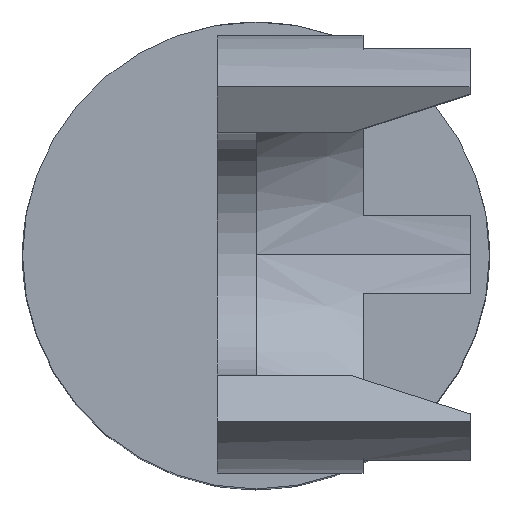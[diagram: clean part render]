
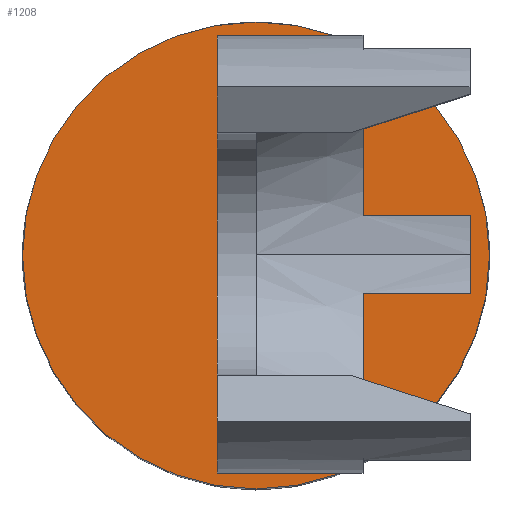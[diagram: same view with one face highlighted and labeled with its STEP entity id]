
A CAD part, top view. The second image highlights one B-rep face of the part: STEP entity #1208.
In plain terms, the highlighted planar face has unit normal (0, 0, 1).
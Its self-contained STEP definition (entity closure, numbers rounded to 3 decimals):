
#34 = CARTESIAN_POINT ( 'NONE',  ( 0., 12., -36.8 ) ) ;
#145 = LINE ( 'NONE', #1578, #1744 ) ;
#151 = EDGE_CURVE ( 'NONE', #1289, #1502, #469, .T. ) ;
#200 = EDGE_LOOP ( 'NONE', ( #1678, #1571 ) ) ;
#267 = EDGE_CURVE ( 'NONE', #749, #1502, #1489, .T. ) ;
#341 = CARTESIAN_POINT ( 'NONE',  ( -12., 0., -36.8 ) ) ;
#352 = CARTESIAN_POINT ( 'NONE',  ( 2., 7.05, -36.8 ) ) ;
#376 = EDGE_LOOP ( 'NONE', ( #1522, #1414, #1294, #1326 ) ) ;
#386 = AXIS2_PLACEMENT_3D ( 'NONE', #34, #1124, #975 ) ;
#392 = CIRCLE ( 'NONE', #904, 12. ) ;
#453 = CIRCLE ( 'NONE', #643, 12. ) ;
#469 = LINE ( 'NONE', #352, #1818 ) ;
#529 = CARTESIAN_POINT ( 'NONE',  ( -2., -7.05, -36.8 ) ) ;
#547 = CARTESIAN_POINT ( 'NONE',  ( -2., 7.05, -36.8 ) ) ;
#578 = EDGE_CURVE ( 'NONE', #1832, #1289, #145, .T. ) ;
#643 = AXIS2_PLACEMENT_3D ( 'NONE', #1495, #1643, #1465 ) ;
#673 = DIRECTION ( 'NONE',  ( 1., 0., 0. ) ) ;
#749 = VERTEX_POINT ( 'NONE', #1966 ) ;
#904 = AXIS2_PLACEMENT_3D ( 'NONE', #1142, #1598, #1134 ) ;
#905 = CARTESIAN_POINT ( 'NONE',  ( 2., 7.05, -36.8 ) ) ;
#966 = DIRECTION ( 'NONE',  ( 0., 1., 0. ) ) ;
#969 = CARTESIAN_POINT ( 'NONE',  ( 2., 0., -36.8 ) ) ;
#975 = DIRECTION ( 'NONE',  ( -1., 0., 0. ) ) ;
#1007 = DIRECTION ( 'NONE',  ( 1., 0., 0. ) ) ;
#1124 = DIRECTION ( 'NONE',  ( 0., 0., -1. ) ) ;
#1129 = DIRECTION ( 'NONE',  ( 0., 1., 0. ) ) ;
#1134 = DIRECTION ( 'NONE',  ( 1., 0., 0. ) ) ;
#1142 = CARTESIAN_POINT ( 'NONE',  ( 0., 0., -36.8 ) ) ;
#1144 = CARTESIAN_POINT ( 'NONE',  ( 2., -7.05, -36.8 ) ) ;
#1145 = EDGE_CURVE ( 'NONE', #1899, #1204, #392, .T. ) ;
#1198 = LINE ( 'NONE', #1144, #1973 ) ;
#1204 = VERTEX_POINT ( 'NONE', #341 ) ;
#1208 = ADVANCED_FACE ( 'NONE', ( #1974, #1583 ), #1909, .F. ) ;
#1248 = VECTOR ( 'NONE', #1129, 1000. ) ;
#1289 = VERTEX_POINT ( 'NONE', #547 ) ;
#1294 = ORIENTED_EDGE ( 'NONE', *, *, #578, .T. ) ;
#1326 = ORIENTED_EDGE ( 'NONE', *, *, #151, .T. ) ;
#1414 = ORIENTED_EDGE ( 'NONE', *, *, #1612, .F. ) ;
#1465 = DIRECTION ( 'NONE',  ( 1., 0., 0. ) ) ;
#1489 = LINE ( 'NONE', #969, #1248 ) ;
#1495 = CARTESIAN_POINT ( 'NONE',  ( 0., 0., -36.8 ) ) ;
#1502 = VERTEX_POINT ( 'NONE', #905 ) ;
#1522 = ORIENTED_EDGE ( 'NONE', *, *, #267, .F. ) ;
#1571 = ORIENTED_EDGE ( 'NONE', *, *, #1873, .T. ) ;
#1578 = CARTESIAN_POINT ( 'NONE',  ( -2., 0., -36.8 ) ) ;
#1583 = FACE_OUTER_BOUND ( 'NONE', #200, .T. ) ;
#1598 = DIRECTION ( 'NONE',  ( 0., 0., 1. ) ) ;
#1612 = EDGE_CURVE ( 'NONE', #1832, #749, #1198, .T. ) ;
#1643 = DIRECTION ( 'NONE',  ( 0., 0., 1. ) ) ;
#1678 = ORIENTED_EDGE ( 'NONE', *, *, #1145, .T. ) ;
#1744 = VECTOR ( 'NONE', #966, 1000. ) ;
#1798 = CARTESIAN_POINT ( 'NONE',  ( 12., 0., -36.8 ) ) ;
#1818 = VECTOR ( 'NONE', #673, 1000. ) ;
#1832 = VERTEX_POINT ( 'NONE', #529 ) ;
#1873 = EDGE_CURVE ( 'NONE', #1204, #1899, #453, .T. ) ;
#1899 = VERTEX_POINT ( 'NONE', #1798 ) ;
#1909 = PLANE ( 'NONE',  #386 ) ;
#1966 = CARTESIAN_POINT ( 'NONE',  ( 2., -7.05, -36.8 ) ) ;
#1973 = VECTOR ( 'NONE', #1007, 1000. ) ;
#1974 = FACE_BOUND ( 'NONE', #376, .T. ) ;
